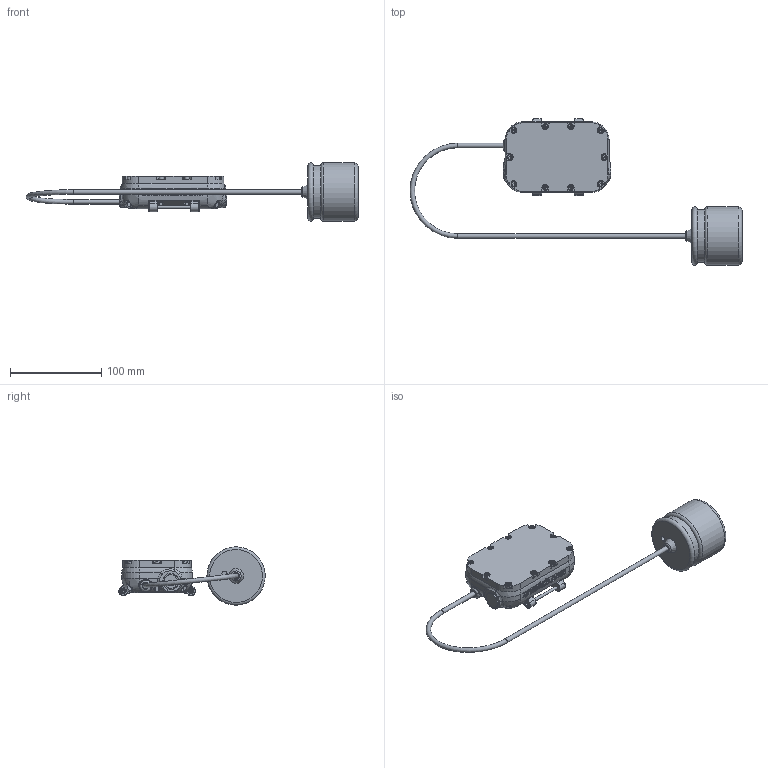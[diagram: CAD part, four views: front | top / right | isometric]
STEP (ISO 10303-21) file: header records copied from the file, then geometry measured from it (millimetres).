
FILE_DESCRIPTION(/* description */ (''),/* implementation_level */ '2;1');
FILE_NAME(/* name */ 'RedNav v2.0 v1.step',/* time_stamp */ '2021-09-10T11:57:20+04:00',/* author */ (''),/* organization */ (''),/* preprocessor_version */ 'ST-DEVELOPER v18.1',/* originating_system */ 'Autodesk Translation Framework v10.10.0.1391',/* authorisation */ '');
FILE_SCHEMA (('AUTOMOTIVE_DESIGN { 1 0 10303 214 3 1 1 }'));
Length unit declared in the file: millimetre
Products named in the file (12): RedNav v2.0; RedNav v2.0_Body; PS161P10YSS1; RedNav v2.0_Glass; prevailing torque nut thin insert_din_DIN EN ISO 10511 - M3 - N; socket head cap screw_am_B18.3.1M - 3 x 0.5 x 50 Hex SHCS -- 50NHX; socket head cap screw_din_DIN 912 M3 x 25 --- 18N; RedNav v2.0_Plastic_Film; uGTR-uNode_«ï ç¥àâ¥¦
¥©; Çàëèâêà_uGTR-uNode; RedNav v2.0_Cable; O-ring RedNav v2.0
Assembly tree (31 placements, depth 3):
  RedNav v2.0
    RedNav v2.0_Body
    PS161P10YSS1  x2
    RedNav v2.0_Glass
    prevailing torque nut thin insert_din_DIN EN ISO 10511 - M3 - N  x10
    socket head cap screw_am_B18.3.1M - 3 x 0.5 x 50 Hex SHCS -- 50NHX  x2
    socket head cap screw_din_DIN 912 M3 x 25 --- 18N  x10
    RedNav v2.0_Plastic_Film
    uGTR-uNode_«ï ç¥àâ¥¦
¥©
      Çàëèâêà_uGTR-uNode
    RedNav v2.0_Cable
    O-ring RedNav v2.0
Bounding box: 364.5 x 160.71 x 63.97 mm (x, y, z)
Volume: 363987.6 mm3; surface area: 100062.2 mm2
Topology: 30 solids, 30 shells, 1340 faces, 3306 edges, 2054 vertices
Faces by surface type: plane 586, cylinder 295, bspline 214, cone 157, torus 88
Full cylindrical faces by diameter (mm): 2 x4, 2.5 x10, 3 x22, 3.2 x14, 3.5 x10, 3.714 x10, 5 x3, 5.2 x1, 5.5 x22, 5.6 x1, 5.8 x2, 7 x4, 15 x4, 18 x2, 58 x1, 64 x1
Entity records: 39158 total; most frequent: CARTESIAN_POINT 18026, ORIENTED_EDGE 4622, DIRECTION 3923, EDGE_CURVE 2311, VERTEX_POINT 1472, AXIS2_PLACEMENT_3D 1415, LINE 1093, VECTOR 1093
